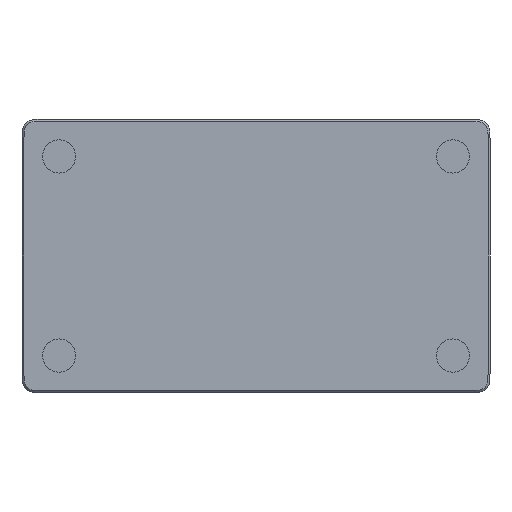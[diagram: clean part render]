
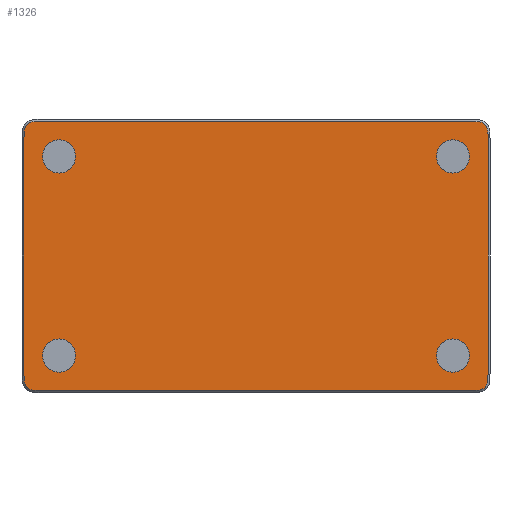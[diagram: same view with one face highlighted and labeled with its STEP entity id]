
A CAD part, front view. The second image highlights one B-rep face of the part: STEP entity #1326.
In plain terms, the highlighted planar face has unit normal (0, -1, 0).
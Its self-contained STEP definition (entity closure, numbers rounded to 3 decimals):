
#28=B_SPLINE_CURVE_WITH_KNOTS('',3,(#2199,#2200,#2201,#2202,#2203,#2204,
#2205,#2206,#2207),.UNSPECIFIED.,.F.,.F.,(4,1,2,1,1,4),(0.,0.216,
0.432,0.657,0.826,0.995),
 .UNSPECIFIED.);
#30=B_SPLINE_CURVE_WITH_KNOTS('',3,(#2262,#2263,#2264,#2265,#2266,#2267,
#2268,#2269,#2270),.UNSPECIFIED.,.F.,.F.,(4,1,2,1,1,4),(0.,0.216,
0.432,0.657,0.826,0.995),
 .UNSPECIFIED.);
#31=B_SPLINE_CURVE_WITH_KNOTS('',3,(#2290,#2291,#2292,#2293),
 .UNSPECIFIED.,.F.,.F.,(4,4),(3.75,14.75),.UNSPECIFIED.);
#34=B_SPLINE_CURVE_WITH_KNOTS('',3,(#2346,#2347,#2348,#2349,#2350,#2351,
#2352,#2353,#2354),.UNSPECIFIED.,.F.,.F.,(4,1,1,1,1,1,4),(0.,0.284,
0.427,0.569,0.711,0.853,
0.995),.UNSPECIFIED.);
#36=B_SPLINE_CURVE_WITH_KNOTS('',3,(#2401,#2402,#2403,#2404,#2405,#2406,
#2407,#2408),.UNSPECIFIED.,.F.,.F.,(4,2,2,4),(0.,0.432,0.566,
0.995),.UNSPECIFIED.);
#130=FACE_BOUND('',#483,.T.);
#131=FACE_BOUND('',#484,.T.);
#132=FACE_BOUND('',#485,.T.);
#133=FACE_BOUND('',#486,.T.);
#156=LINE('',#2147,#246);
#161=LINE('',#2212,#251);
#168=LINE('',#2360,#258);
#246=VECTOR('',#1640,10.);
#251=VECTOR('',#1647,10.);
#258=VECTOR('',#1656,10.);
#331=PLANE('',#1458);
#392=FACE_OUTER_BOUND('',#482,.T.);
#482=EDGE_LOOP('',(#1073,#1074,#1075,#1076,#1077,#1078,#1079,#1080));
#483=EDGE_LOOP('',(#1081));
#484=EDGE_LOOP('',(#1082));
#485=EDGE_LOOP('',(#1083));
#486=EDGE_LOOP('',(#1084));
#563=CIRCLE('',#1432,4.25);
#565=CIRCLE('',#1436,4.25);
#567=CIRCLE('',#1440,4.25);
#569=CIRCLE('',#1444,4.25);
#611=VERTEX_POINT('',#2109);
#613=VERTEX_POINT('',#2116);
#615=VERTEX_POINT('',#2123);
#617=VERTEX_POINT('',#2130);
#620=VERTEX_POINT('',#2144);
#621=VERTEX_POINT('',#2146);
#624=VERTEX_POINT('',#2197);
#626=VERTEX_POINT('',#2210);
#628=VERTEX_POINT('',#2260);
#630=VERTEX_POINT('',#2288);
#632=VERTEX_POINT('',#2344);
#634=VERTEX_POINT('',#2358);
#749=EDGE_CURVE('',#611,#611,#563,.T.);
#752=EDGE_CURVE('',#613,#613,#565,.T.);
#755=EDGE_CURVE('',#615,#615,#567,.T.);
#758=EDGE_CURVE('',#617,#617,#569,.T.);
#762=EDGE_CURVE('',#620,#621,#156,.T.);
#767=EDGE_CURVE('',#624,#620,#28,.T.);
#769=EDGE_CURVE('',#626,#624,#161,.T.);
#773=EDGE_CURVE('',#628,#626,#30,.T.);
#775=EDGE_CURVE('',#630,#628,#31,.T.);
#779=EDGE_CURVE('',#632,#630,#34,.T.);
#782=EDGE_CURVE('',#634,#632,#168,.T.);
#784=EDGE_CURVE('',#621,#634,#36,.T.);
#1073=ORIENTED_EDGE('',*,*,#762,.F.);
#1074=ORIENTED_EDGE('',*,*,#767,.F.);
#1075=ORIENTED_EDGE('',*,*,#769,.F.);
#1076=ORIENTED_EDGE('',*,*,#773,.F.);
#1077=ORIENTED_EDGE('',*,*,#775,.F.);
#1078=ORIENTED_EDGE('',*,*,#779,.F.);
#1079=ORIENTED_EDGE('',*,*,#782,.F.);
#1080=ORIENTED_EDGE('',*,*,#784,.F.);
#1081=ORIENTED_EDGE('',*,*,#749,.T.);
#1082=ORIENTED_EDGE('',*,*,#752,.T.);
#1083=ORIENTED_EDGE('',*,*,#755,.T.);
#1084=ORIENTED_EDGE('',*,*,#758,.T.);
#1326=ADVANCED_FACE('',(#392,#130,#131,#132,#133),#331,.T.);
#1432=AXIS2_PLACEMENT_3D('',#2110,#1591,#1592);
#1436=AXIS2_PLACEMENT_3D('',#2117,#1600,#1601);
#1440=AXIS2_PLACEMENT_3D('',#2124,#1609,#1610);
#1444=AXIS2_PLACEMENT_3D('',#2131,#1618,#1619);
#1458=AXIS2_PLACEMENT_3D('',#2536,#1670,#1671);
#1591=DIRECTION('center_axis',(0.,1.,0.));
#1592=DIRECTION('ref_axis',(1.,0.,0.));
#1600=DIRECTION('center_axis',(0.,1.,0.));
#1601=DIRECTION('ref_axis',(1.,0.,0.));
#1609=DIRECTION('center_axis',(0.,1.,0.));
#1610=DIRECTION('ref_axis',(1.,0.,0.));
#1618=DIRECTION('center_axis',(0.,1.,0.));
#1619=DIRECTION('ref_axis',(1.,0.,0.));
#1640=DIRECTION('',(-1.,0.,0.));
#1647=DIRECTION('',(0.,0.,-1.));
#1656=DIRECTION('',(0.,0.,1.));
#1670=DIRECTION('center_axis',(0.,-1.,0.));
#1671=DIRECTION('ref_axis',(1.,0.,0.));
#2109=CARTESIAN_POINT('',(-27.25,-50.,-35.553));
#2110=CARTESIAN_POINT('Origin',(-23.,-50.,-35.553));
#2116=CARTESIAN_POINT('',(73.75,-50.,-35.553));
#2117=CARTESIAN_POINT('Origin',(78.,-50.,-35.553));
#2123=CARTESIAN_POINT('',(-27.25,-50.,15.5));
#2124=CARTESIAN_POINT('Origin',(-23.,-50.,15.5));
#2130=CARTESIAN_POINT('',(73.75,-50.,15.5));
#2131=CARTESIAN_POINT('Origin',(78.,-50.,15.5));
#2144=CARTESIAN_POINT('',(82.5,-50.,-44.553));
#2146=CARTESIAN_POINT('',(-27.5,-50.,-44.553));
#2147=CARTESIAN_POINT('',(-16.25,-50.,-44.553));
#2197=CARTESIAN_POINT('',(87.,-50.,-40.053));
#2199=CARTESIAN_POINT('Ctrl Pts',(87.,-50.,-40.053));
#2200=CARTESIAN_POINT('Ctrl Pts',(87.,-50.,-40.774));
#2201=CARTESIAN_POINT('Ctrl Pts',(86.996,-50.,-42.057));
#2202=CARTESIAN_POINT('Ctrl Pts',(86.72,-50.,-42.998));
#2203=CARTESIAN_POINT('Ctrl Pts',(86.187,-50.,-43.812));
#2204=CARTESIAN_POINT('Ctrl Pts',(85.489,-50.,-44.32));
#2205=CARTESIAN_POINT('Ctrl Pts',(84.116,-50.,-44.549));
#2206=CARTESIAN_POINT('Ctrl Pts',(83.069,-50.,-44.553));
#2207=CARTESIAN_POINT('Ctrl Pts',(82.5,-50.,-44.553));
#2210=CARTESIAN_POINT('',(87.,-50.,20.));
#2212=CARTESIAN_POINT('',(87.,-50.,-45.053));
#2260=CARTESIAN_POINT('',(82.5,-50.,24.5));
#2262=CARTESIAN_POINT('Ctrl Pts',(82.5,-50.,24.5));
#2263=CARTESIAN_POINT('Ctrl Pts',(83.22,-50.,24.5));
#2264=CARTESIAN_POINT('Ctrl Pts',(84.503,-50.,24.496));
#2265=CARTESIAN_POINT('Ctrl Pts',(85.445,-50.,24.22));
#2266=CARTESIAN_POINT('Ctrl Pts',(86.259,-50.,23.687));
#2267=CARTESIAN_POINT('Ctrl Pts',(86.767,-50.,22.989));
#2268=CARTESIAN_POINT('Ctrl Pts',(86.996,-50.,21.616));
#2269=CARTESIAN_POINT('Ctrl Pts',(87.,-50.,20.569));
#2270=CARTESIAN_POINT('Ctrl Pts',(87.,-50.,20.));
#2288=CARTESIAN_POINT('',(-27.5,-50.,24.5));
#2290=CARTESIAN_POINT('Ctrl Pts',(-27.5,-50.,24.5));
#2291=CARTESIAN_POINT('Ctrl Pts',(9.167,-50.,24.5));
#2292=CARTESIAN_POINT('Ctrl Pts',(45.833,-50.,24.5));
#2293=CARTESIAN_POINT('Ctrl Pts',(82.5,-50.,24.5));
#2344=CARTESIAN_POINT('',(-32.,-50.,20.));
#2346=CARTESIAN_POINT('Ctrl Pts',(-32.,-50.,20.));
#2347=CARTESIAN_POINT('Ctrl Pts',(-32.,-50.,20.948));
#2348=CARTESIAN_POINT('Ctrl Pts',(-31.993,-50.,22.154));
#2349=CARTESIAN_POINT('Ctrl Pts',(-31.532,-50.,23.349));
#2350=CARTESIAN_POINT('Ctrl Pts',(-30.875,-50.,24.016));
#2351=CARTESIAN_POINT('Ctrl Pts',(-29.979,-50.,24.37));
#2352=CARTESIAN_POINT('Ctrl Pts',(-28.874,-50.,24.499));
#2353=CARTESIAN_POINT('Ctrl Pts',(-27.979,-50.,24.5));
#2354=CARTESIAN_POINT('Ctrl Pts',(-27.5,-50.,24.5));
#2358=CARTESIAN_POINT('',(-32.,-50.,-40.053));
#2360=CARTESIAN_POINT('',(-32.,-50.,-45.053));
#2401=CARTESIAN_POINT('Ctrl Pts',(-27.5,-50.,-44.553));
#2402=CARTESIAN_POINT('Ctrl Pts',(-28.941,-50.,-44.553));
#2403=CARTESIAN_POINT('Ctrl Pts',(-30.051,-50.,-44.536));
#2404=CARTESIAN_POINT('Ctrl Pts',(-31.087,-50.,-43.848));
#2405=CARTESIAN_POINT('Ctrl Pts',(-31.288,-50.,-43.647));
#2406=CARTESIAN_POINT('Ctrl Pts',(-31.978,-50.,-42.621));
#2407=CARTESIAN_POINT('Ctrl Pts',(-32.,-50.,-41.502));
#2408=CARTESIAN_POINT('Ctrl Pts',(-32.,-50.,-40.053));
#2536=CARTESIAN_POINT('Origin',(-32.5,-50.,-45.053));
